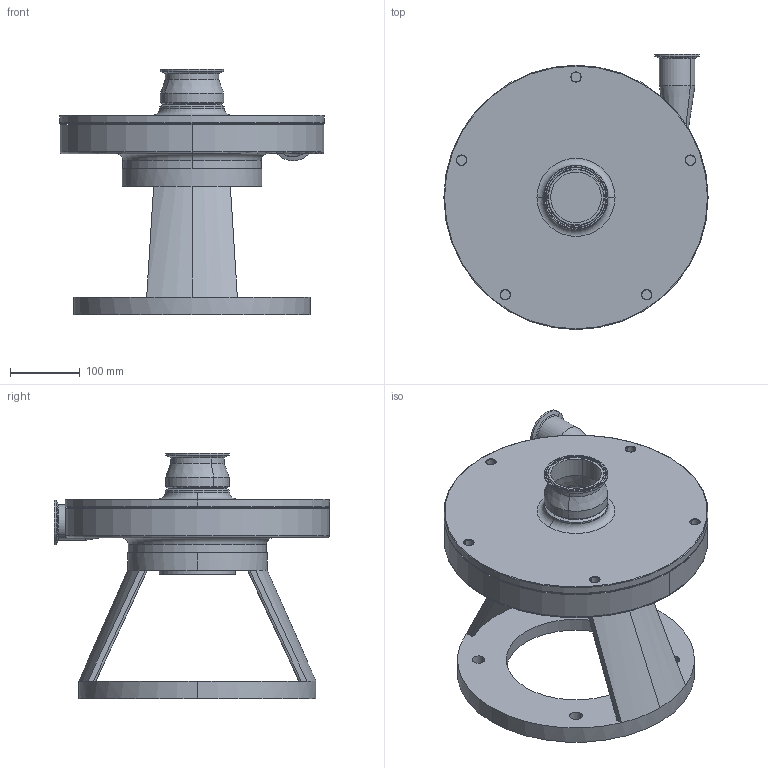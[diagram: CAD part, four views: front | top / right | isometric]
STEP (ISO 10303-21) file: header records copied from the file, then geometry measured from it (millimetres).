
FILE_DESCRIPTION (( 'STEP AP214' ), '1' );
FILE_NAME ('FPR 751-752 320TC VERT.STEP', '2023-01-04T20:10:23', ( '' ), ( '' ), 'SwSTEP 2.0', 'SolidWorks 2021', '' );
FILE_SCHEMA (( 'AUTOMOTIVE_DESIGN' ));
Length unit declared in the file: millimetre
Products named in the file (1): FPR 751-752 320TC VERT
Bounding box: 379 x 394.5 x 351.5 mm (x, y, z)
Volume: 8184025.7 mm3; surface area: 906524.5 mm2
Topology: 2 solids, 2 shells, 205 faces, 458 edges, 271 vertices
Faces by surface type: cylinder 68, torus 50, cone 48, plane 27, bspline 10, sphere 2
Entity records: 6305 total; most frequent: CARTESIAN_POINT 1547, DIRECTION 1098, ORIENTED_EDGE 916, AXIS2_PLACEMENT_3D 484, EDGE_CURVE 458, CIRCLE 288, VERTEX_POINT 271, EDGE_LOOP 243
